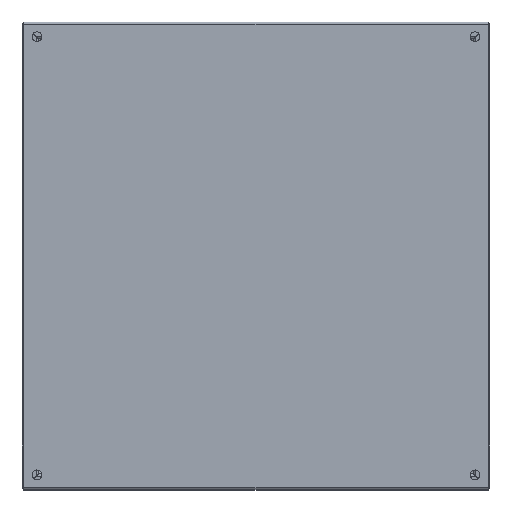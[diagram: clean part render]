
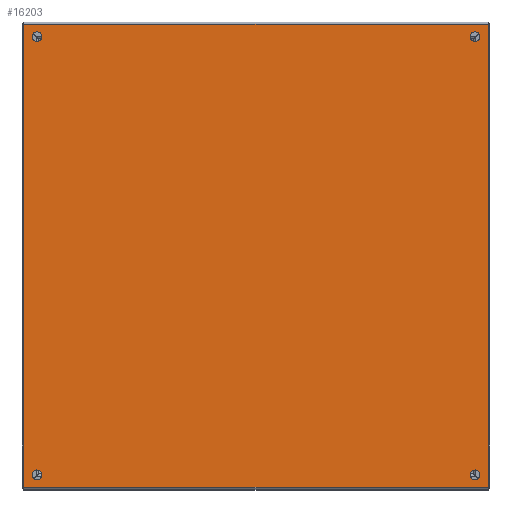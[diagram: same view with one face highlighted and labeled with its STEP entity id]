
A CAD part, top view. The second image highlights one B-rep face of the part: STEP entity #16203.
In plain terms, the highlighted face is planar.
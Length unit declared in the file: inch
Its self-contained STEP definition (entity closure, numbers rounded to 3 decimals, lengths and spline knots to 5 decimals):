
#143 = CARTESIAN_POINT ( 'NONE',  ( 0., 23.928, 11.892 ) ) ;
#281 = CARTESIAN_POINT ( 'NONE',  ( 0., 23.928, -11.892 ) ) ;
#850 = CARTESIAN_POINT ( 'NONE',  ( 0., 23.928, -11.928 ) ) ;
#960 = DIRECTION ( 'NONE',  ( 1., 0., 0. ) ) ;
#969 = EDGE_CURVE ( 'NONE', #3845, #21757, #22278, .T. ) ;
#1138 = AXIS2_PLACEMENT_3D ( 'NONE', #35129, #6513, #15305 ) ;
#1201 = VERTEX_POINT ( 'NONE', #20357 ) ;
#1269 = FACE_BOUND ( 'NONE', #33088, .T. ) ;
#1715 = AXIS2_PLACEMENT_3D ( 'NONE', #12444, #30039, #32604 ) ;
#2248 = EDGE_CURVE ( 'NONE', #1201, #26878, #31874, .T. ) ;
#3664 = AXIS2_PLACEMENT_3D ( 'NONE', #16253, #7640, #32619 ) ;
#3845 = VERTEX_POINT ( 'NONE', #12064 ) ;
#3853 = FACE_BOUND ( 'NONE', #25452, .T. ) ;
#4033 = FACE_BOUND ( 'NONE', #36503, .T. ) ;
#4157 = CARTESIAN_POINT ( 'NONE',  ( 0., 0.5, 11.25 ) ) ;
#5535 = CARTESIAN_POINT ( 'NONE',  ( 0., 0.5, -11.25 ) ) ;
#6496 = AXIS2_PLACEMENT_3D ( 'NONE', #26904, #12472, #35594 ) ;
#6513 = DIRECTION ( 'NONE',  ( 1., 0., 0. ) ) ;
#6671 = DIRECTION ( 'NONE',  ( 0., -1., 0. ) ) ;
#6784 = CARTESIAN_POINT ( 'NONE',  ( 0., 23.928, -11.892 ) ) ;
#7483 = LINE ( 'NONE', #6784, #28249 ) ;
#7590 = CIRCLE ( 'NONE', #1138, 0.25 ) ;
#7636 = EDGE_CURVE ( 'NONE', #15097, #30408, #22906, .T. ) ;
#7640 = DIRECTION ( 'NONE',  ( 1., 0., 0. ) ) ;
#7843 = EDGE_LOOP ( 'NONE', ( #13966, #22713 ) ) ;
#8566 = DIRECTION ( 'NONE',  ( 0., -1., 0. ) ) ;
#8980 = DIRECTION ( 'NONE',  ( 0., -1., 0. ) ) ;
#9367 = DIRECTION ( 'NONE',  ( 1., 0., 0. ) ) ;
#10673 = DIRECTION ( 'NONE',  ( 0., 0., 1. ) ) ;
#11286 = CARTESIAN_POINT ( 'NONE',  ( 0., 23., 11.25 ) ) ;
#11537 = EDGE_CURVE ( 'NONE', #30408, #15097, #29164, .T. ) ;
#11570 = DIRECTION ( 'NONE',  ( 0., -1., 0. ) ) ;
#11624 = AXIS2_PLACEMENT_3D ( 'NONE', #30327, #16706, #33065 ) ;
#11957 = CARTESIAN_POINT ( 'NONE',  ( 0., 0.072, -11.892 ) ) ;
#12064 = CARTESIAN_POINT ( 'NONE',  ( 0., 1., 11.25 ) ) ;
#12123 = CARTESIAN_POINT ( 'NONE',  ( 0., 0.072, 11.928 ) ) ;
#12423 = LINE ( 'NONE', #850, #24835 ) ;
#12444 = CARTESIAN_POINT ( 'NONE',  ( 0., 0.75, -11.25 ) ) ;
#12472 = DIRECTION ( 'NONE',  ( 1., 0., 0. ) ) ;
#12530 = AXIS2_PLACEMENT_3D ( 'NONE', #24190, #960, #6671 ) ;
#13043 = CIRCLE ( 'NONE', #3664, 0.25 ) ;
#13362 = ORIENTED_EDGE ( 'NONE', *, *, #2248, .T. ) ;
#13966 = ORIENTED_EDGE ( 'NONE', *, *, #11537, .T. ) ;
#14282 = CARTESIAN_POINT ( 'NONE',  ( 0., 0.75, -11.25 ) ) ;
#14321 = AXIS2_PLACEMENT_3D ( 'NONE', #12123, #9367, #20620 ) ;
#15040 = DIRECTION ( 'NONE',  ( 0., 1., 0. ) ) ;
#15097 = VERTEX_POINT ( 'NONE', #28694 ) ;
#15305 = DIRECTION ( 'NONE',  ( 0., -1., 0. ) ) ;
#15341 = DIRECTION ( 'NONE',  ( 0., 0., -1. ) ) ;
#15408 = FACE_OUTER_BOUND ( 'NONE', #28079, .T. ) ;
#15514 = VERTEX_POINT ( 'NONE', #22055 ) ;
#15704 = VERTEX_POINT ( 'NONE', #281 ) ;
#15971 = EDGE_CURVE ( 'NONE', #32859, #23849, #23748, .T. ) ;
#16159 = EDGE_CURVE ( 'NONE', #27471, #15514, #31371, .T. ) ;
#16161 = CARTESIAN_POINT ( 'NONE',  ( 0., 23.5, -11.25 ) ) ;
#16203 = ADVANCED_FACE ( 'NONE', ( #15408, #26034, #4033, #3853, #1269 ), #29387, .F. ) ;
#16253 = CARTESIAN_POINT ( 'NONE',  ( 0., 23.25, -11.25 ) ) ;
#16706 = DIRECTION ( 'NONE',  ( 1., 0., 0. ) ) ;
#17925 = EDGE_CURVE ( 'NONE', #31926, #15704, #7483, .T. ) ;
#17990 = ORIENTED_EDGE ( 'NONE', *, *, #17925, .F. ) ;
#18490 = EDGE_CURVE ( 'NONE', #23849, #32859, #7590, .T. ) ;
#19096 = CARTESIAN_POINT ( 'NONE',  ( 0., 0.072, 11.928 ) ) ;
#19705 = CARTESIAN_POINT ( 'NONE',  ( 0., 0.072, 11.892 ) ) ;
#19711 = EDGE_CURVE ( 'NONE', #26878, #1201, #13043, .T. ) ;
#20357 = CARTESIAN_POINT ( 'NONE',  ( 0., 23., -11.25 ) ) ;
#20620 = DIRECTION ( 'NONE',  ( 0., -1., 0. ) ) ;
#21757 = VERTEX_POINT ( 'NONE', #4157 ) ;
#22016 = ORIENTED_EDGE ( 'NONE', *, *, #19711, .T. ) ;
#22055 = CARTESIAN_POINT ( 'NONE',  ( 0., 0.072, 11.892 ) ) ;
#22278 = CIRCLE ( 'NONE', #11624, 0.25 ) ;
#22713 = ORIENTED_EDGE ( 'NONE', *, *, #7636, .T. ) ;
#22791 = DIRECTION ( 'NONE',  ( 1., 0., 0. ) ) ;
#22906 = CIRCLE ( 'NONE', #1715, 0.25 ) ;
#23275 = EDGE_CURVE ( 'NONE', #21757, #3845, #27758, .T. ) ;
#23691 = ORIENTED_EDGE ( 'NONE', *, *, #18490, .T. ) ;
#23699 = EDGE_CURVE ( 'NONE', #27471, #15704, #12423, .T. ) ;
#23748 = CIRCLE ( 'NONE', #12530, 0.25 ) ;
#23849 = VERTEX_POINT ( 'NONE', #11286 ) ;
#24190 = CARTESIAN_POINT ( 'NONE',  ( 0., 23.25, 11.25 ) ) ;
#24835 = VECTOR ( 'NONE', #15341, 39.37008 ) ;
#25357 = ORIENTED_EDGE ( 'NONE', *, *, #28979, .T. ) ;
#25452 = EDGE_LOOP ( 'NONE', ( #34728, #26244 ) ) ;
#26034 = FACE_BOUND ( 'NONE', #7843, .T. ) ;
#26244 = ORIENTED_EDGE ( 'NONE', *, *, #969, .T. ) ;
#26878 = VERTEX_POINT ( 'NONE', #16161 ) ;
#26904 = CARTESIAN_POINT ( 'NONE',  ( 0., 23.25, -11.25 ) ) ;
#27471 = VERTEX_POINT ( 'NONE', #143 ) ;
#27758 = CIRCLE ( 'NONE', #30778, 0.25 ) ;
#28079 = EDGE_LOOP ( 'NONE', ( #31880, #31485, #17990, #25357 ) ) ;
#28249 = VECTOR ( 'NONE', #15040, 39.37008 ) ;
#28262 = CARTESIAN_POINT ( 'NONE',  ( 0., 0.75, 11.25 ) ) ;
#28694 = CARTESIAN_POINT ( 'NONE',  ( 0., 1., -11.25 ) ) ;
#28893 = VECTOR ( 'NONE', #10673, 39.37008 ) ;
#28979 = EDGE_CURVE ( 'NONE', #31926, #15514, #30287, .T. ) ;
#29164 = CIRCLE ( 'NONE', #33840, 0.25 ) ;
#29387 = PLANE ( 'NONE',  #14321 ) ;
#30039 = DIRECTION ( 'NONE',  ( 1., 0., 0. ) ) ;
#30268 = ORIENTED_EDGE ( 'NONE', *, *, #15971, .T. ) ;
#30287 = LINE ( 'NONE', #19096, #28893 ) ;
#30327 = CARTESIAN_POINT ( 'NONE',  ( 0., 0.75, 11.25 ) ) ;
#30408 = VERTEX_POINT ( 'NONE', #5535 ) ;
#30778 = AXIS2_PLACEMENT_3D ( 'NONE', #28262, #34492, #8980 ) ;
#31371 = LINE ( 'NONE', #19705, #36188 ) ;
#31485 = ORIENTED_EDGE ( 'NONE', *, *, #23699, .T. ) ;
#31874 = CIRCLE ( 'NONE', #6496, 0.25 ) ;
#31880 = ORIENTED_EDGE ( 'NONE', *, *, #16159, .F. ) ;
#31926 = VERTEX_POINT ( 'NONE', #11957 ) ;
#32604 = DIRECTION ( 'NONE',  ( 0., -1., 0. ) ) ;
#32619 = DIRECTION ( 'NONE',  ( 0., -1., 0. ) ) ;
#32859 = VERTEX_POINT ( 'NONE', #35597 ) ;
#33065 = DIRECTION ( 'NONE',  ( 0., -1., 0. ) ) ;
#33088 = EDGE_LOOP ( 'NONE', ( #23691, #30268 ) ) ;
#33840 = AXIS2_PLACEMENT_3D ( 'NONE', #14282, #22791, #8566 ) ;
#34492 = DIRECTION ( 'NONE',  ( 1., 0., 0. ) ) ;
#34728 = ORIENTED_EDGE ( 'NONE', *, *, #23275, .T. ) ;
#35129 = CARTESIAN_POINT ( 'NONE',  ( 0., 23.25, 11.25 ) ) ;
#35594 = DIRECTION ( 'NONE',  ( 0., -1., 0. ) ) ;
#35597 = CARTESIAN_POINT ( 'NONE',  ( 0., 23.5, 11.25 ) ) ;
#36188 = VECTOR ( 'NONE', #11570, 39.37008 ) ;
#36503 = EDGE_LOOP ( 'NONE', ( #13362, #22016 ) ) ;
